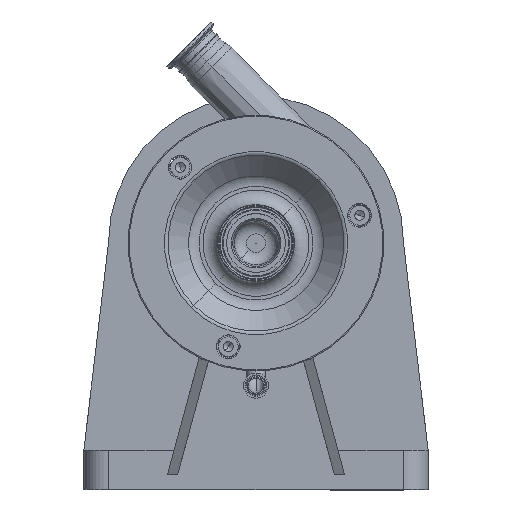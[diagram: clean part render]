
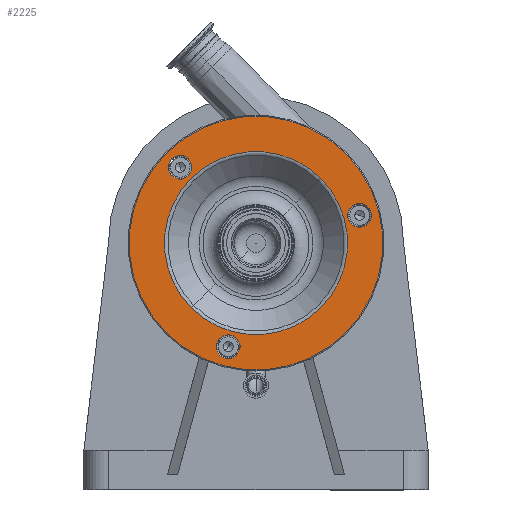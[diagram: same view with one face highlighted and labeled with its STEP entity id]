
A CAD part, top view. The second image highlights one B-rep face of the part: STEP entity #2225.
In plain terms, the highlighted planar face has unit normal (0, 0, 1).
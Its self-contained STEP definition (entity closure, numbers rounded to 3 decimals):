
#909 = AXIS2_PLACEMENT_3D ( 'NONE', #16026, #8694, #7397 ) ;
#939 = EDGE_LOOP ( 'NONE', ( #6478, #16715 ) ) ;
#1412 = ORIENTED_EDGE ( 'NONE', *, *, #15296, .T. ) ;
#1416 = FACE_BOUND ( 'NONE', #939, .T. ) ;
#1427 = EDGE_CURVE ( 'NONE', #4674, #11621, #9520, .T. ) ;
#1838 = ORIENTED_EDGE ( 'NONE', *, *, #16439, .T. ) ;
#2215 = EDGE_CURVE ( 'NONE', #6401, #11527, #16425, .T. ) ;
#2225 = ADVANCED_FACE ( 'NONE', ( #1416, #3250, #3356, #7182, #10221 ), #16296, .F. ) ;
#2265 = EDGE_CURVE ( 'NONE', #3153, #15293, #16440, .T. ) ;
#2466 = DIRECTION ( 'NONE',  ( -0.707, -0.707, 0. ) ) ;
#2576 = EDGE_CURVE ( 'NONE', #16480, #12377, #13613, .T. ) ;
#3153 = VERTEX_POINT ( 'NONE', #4418 ) ;
#3250 = FACE_BOUND ( 'NONE', #16581, .T. ) ;
#3356 = FACE_BOUND ( 'NONE', #17920, .T. ) ;
#3588 = DIRECTION ( 'NONE',  ( 0., 0., -1. ) ) ;
#3614 = CARTESIAN_POINT ( 'NONE',  ( -19.726, 153.199, 93.5 ) ) ;
#3836 = DIRECTION ( 'NONE',  ( -0.707, -0.707, 0. ) ) ;
#4039 = CARTESIAN_POINT ( 'NONE',  ( -28.211, 144.714, 93.5 ) ) ;
#4408 = VERTEX_POINT ( 'NONE', #5981 ) ;
#4418 = CARTESIAN_POINT ( 'NONE',  ( 91.217, 341.217, 93.5 ) ) ;
#4617 = ORIENTED_EDGE ( 'NONE', *, *, #14520, .F. ) ;
#4674 = VERTEX_POINT ( 'NONE', #15439 ) ;
#4895 = DIRECTION ( 'NONE',  ( 0., 0., -1. ) ) ;
#5215 = VERTEX_POINT ( 'NONE', #10047 ) ;
#5615 = DIRECTION ( 'NONE',  ( -0.707, -0.707, 0. ) ) ;
#5876 = AXIS2_PLACEMENT_3D ( 'NONE', #17294, #3588, #8184 ) ;
#5981 = CARTESIAN_POINT ( 'NONE',  ( -65.811, 184.189, 93.5 ) ) ;
#6116 = AXIS2_PLACEMENT_3D ( 'NONE', #4039, #15665, #3836 ) ;
#6187 = CIRCLE ( 'NONE', #8692, 93.071 ) ;
#6313 = ORIENTED_EDGE ( 'NONE', *, *, #1427, .T. ) ;
#6401 = VERTEX_POINT ( 'NONE', #12372 ) ;
#6478 = ORIENTED_EDGE ( 'NONE', *, *, #2215, .T. ) ;
#7035 = AXIS2_PLACEMENT_3D ( 'NONE', #8219, #17051, #15378 ) ;
#7102 = CIRCLE ( 'NONE', #8362, 12. ) ;
#7182 = FACE_OUTER_BOUND ( 'NONE', #19125, .T. ) ;
#7397 = DIRECTION ( 'NONE',  ( -0.707, -0.707, 0. ) ) ;
#7673 = DIRECTION ( 'NONE',  ( 0., 0., -1. ) ) ;
#7810 = DIRECTION ( 'NONE',  ( -0.707, -0.707, 0. ) ) ;
#7899 = DIRECTION ( 'NONE',  ( 0., 0., -1. ) ) ;
#7984 = AXIS2_PLACEMENT_3D ( 'NONE', #14716, #13050, #17779 ) ;
#8004 = AXIS2_PLACEMENT_3D ( 'NONE', #18332, #4895, #10838 ) ;
#8166 = CARTESIAN_POINT ( 'NONE',  ( -28.211, 144.714, 93.5 ) ) ;
#8184 = DIRECTION ( 'NONE',  ( -0.707, -0.707, 0. ) ) ;
#8219 = CARTESIAN_POINT ( 'NONE',  ( 0., 250., 93.5 ) ) ;
#8362 = AXIS2_PLACEMENT_3D ( 'NONE', #8166, #14213, #12555 ) ;
#8692 = AXIS2_PLACEMENT_3D ( 'NONE', #18641, #11147, #2466 ) ;
#8694 = DIRECTION ( 'NONE',  ( 0., 0., -1. ) ) ;
#9520 = CIRCLE ( 'NONE', #15783, 12. ) ;
#9633 = AXIS2_PLACEMENT_3D ( 'NONE', #12386, #7899, #7810 ) ;
#9940 = ORIENTED_EDGE ( 'NONE', *, *, #12109, .T. ) ;
#10047 = CARTESIAN_POINT ( 'NONE',  ( 65.811, 315.811, 93.5 ) ) ;
#10221 = FACE_BOUND ( 'NONE', #16274, .T. ) ;
#10496 = CARTESIAN_POINT ( 'NONE',  ( -85.56, 318.589, 93.5 ) ) ;
#10674 = DIRECTION ( 'NONE',  ( -0.707, -0.707, 0. ) ) ;
#10838 = DIRECTION ( 'NONE',  ( -0.707, -0.707, 0. ) ) ;
#11147 = DIRECTION ( 'NONE',  ( 0., 0., -1. ) ) ;
#11527 = VERTEX_POINT ( 'NONE', #15533 ) ;
#11621 = VERTEX_POINT ( 'NONE', #10496 ) ;
#11865 = CARTESIAN_POINT ( 'NONE',  ( -77.075, 327.075, 93.5 ) ) ;
#12109 = EDGE_CURVE ( 'NONE', #4408, #5215, #6187, .T. ) ;
#12322 = CARTESIAN_POINT ( 'NONE',  ( -91.217, 158.783, 93.5 ) ) ;
#12372 = CARTESIAN_POINT ( 'NONE',  ( 113.771, 286.697, 93.5 ) ) ;
#12377 = VERTEX_POINT ( 'NONE', #3614 ) ;
#12386 = CARTESIAN_POINT ( 'NONE',  ( 0., 250., 93.5 ) ) ;
#12555 = DIRECTION ( 'NONE',  ( -0.707, -0.707, 0. ) ) ;
#12707 = EDGE_CURVE ( 'NONE', #11527, #6401, #16211, .T. ) ;
#13050 = DIRECTION ( 'NONE',  ( 0., 0., -1. ) ) ;
#13613 = CIRCLE ( 'NONE', #6116, 12. ) ;
#13779 = ORIENTED_EDGE ( 'NONE', *, *, #17701, .T. ) ;
#14213 = DIRECTION ( 'NONE',  ( 0., 0., -1. ) ) ;
#14434 = CARTESIAN_POINT ( 'NONE',  ( -36.697, 136.229, 93.5 ) ) ;
#14520 = EDGE_CURVE ( 'NONE', #15293, #3153, #18092, .T. ) ;
#14626 = CIRCLE ( 'NONE', #909, 93.071 ) ;
#14716 = CARTESIAN_POINT ( 'NONE',  ( 105.286, 278.211, 93.5 ) ) ;
#14814 = DIRECTION ( 'NONE',  ( 0., 0., -1. ) ) ;
#15293 = VERTEX_POINT ( 'NONE', #12322 ) ;
#15296 = EDGE_CURVE ( 'NONE', #11621, #4674, #16452, .T. ) ;
#15378 = DIRECTION ( 'NONE',  ( -0.707, -0.707, 0. ) ) ;
#15439 = CARTESIAN_POINT ( 'NONE',  ( -68.589, 335.56, 93.5 ) ) ;
#15533 = CARTESIAN_POINT ( 'NONE',  ( 96.801, 269.726, 93.5 ) ) ;
#15665 = DIRECTION ( 'NONE',  ( 0., 0., -1. ) ) ;
#15783 = AXIS2_PLACEMENT_3D ( 'NONE', #11865, #7673, #10674 ) ;
#16026 = CARTESIAN_POINT ( 'NONE',  ( 0., 250., 93.5 ) ) ;
#16211 = CIRCLE ( 'NONE', #5876, 12. ) ;
#16274 = EDGE_LOOP ( 'NONE', ( #9940, #1838 ) ) ;
#16296 = PLANE ( 'NONE',  #18946 ) ;
#16425 = CIRCLE ( 'NONE', #7984, 12. ) ;
#16439 = EDGE_CURVE ( 'NONE', #5215, #4408, #14626, .T. ) ;
#16440 = CIRCLE ( 'NONE', #7035, 129. ) ;
#16452 = CIRCLE ( 'NONE', #8004, 12. ) ;
#16480 = VERTEX_POINT ( 'NONE', #14434 ) ;
#16564 = ORIENTED_EDGE ( 'NONE', *, *, #2576, .T. ) ;
#16581 = EDGE_LOOP ( 'NONE', ( #13779, #16564 ) ) ;
#16715 = ORIENTED_EDGE ( 'NONE', *, *, #12707, .T. ) ;
#17051 = DIRECTION ( 'NONE',  ( 0., 0., -1. ) ) ;
#17149 = ORIENTED_EDGE ( 'NONE', *, *, #2265, .F. ) ;
#17294 = CARTESIAN_POINT ( 'NONE',  ( 105.286, 278.211, 93.5 ) ) ;
#17701 = EDGE_CURVE ( 'NONE', #12377, #16480, #7102, .T. ) ;
#17779 = DIRECTION ( 'NONE',  ( -0.707, -0.707, 0. ) ) ;
#17920 = EDGE_LOOP ( 'NONE', ( #6313, #1412 ) ) ;
#18092 = CIRCLE ( 'NONE', #9633, 129. ) ;
#18332 = CARTESIAN_POINT ( 'NONE',  ( -77.075, 327.075, 93.5 ) ) ;
#18641 = CARTESIAN_POINT ( 'NONE',  ( 0., 250., 93.5 ) ) ;
#18946 = AXIS2_PLACEMENT_3D ( 'NONE', #19062, #14814, #5615 ) ;
#19062 = CARTESIAN_POINT ( 'NONE',  ( -91.217, 341.217, 93.5 ) ) ;
#19125 = EDGE_LOOP ( 'NONE', ( #4617, #17149 ) ) ;
